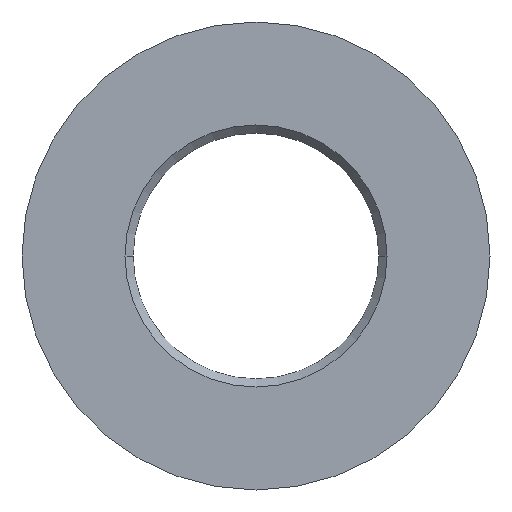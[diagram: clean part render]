
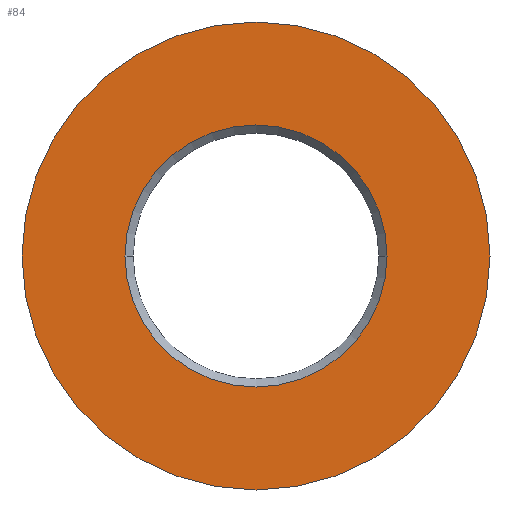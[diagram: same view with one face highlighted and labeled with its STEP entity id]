
A CAD part, front view. The second image highlights one B-rep face of the part: STEP entity #84.
In plain terms, the highlighted planar face has unit normal (0, -1, 0).
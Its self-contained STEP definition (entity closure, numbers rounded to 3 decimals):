
#84=ADVANCED_FACE('',(#105,#106),#107,.T.);
#105=FACE_OUTER_BOUND('',#127,.T.);
#106=FACE_BOUND('',#128,.T.);
#107=PLANE('',#129);
#127=EDGE_LOOP('',(#193,#194));
#128=EDGE_LOOP('',(#195,#196));
#129=AXIS2_PLACEMENT_3D('',#197,#198,#199);
#193=ORIENTED_EDGE('',*,*,#211,.F.);
#194=ORIENTED_EDGE('',*,*,#215,.F.);
#195=ORIENTED_EDGE('',*,*,#219,.T.);
#196=ORIENTED_EDGE('',*,*,#201,.T.);
#197=CARTESIAN_POINT('',(7.8,0.0,0.0));
#198=DIRECTION('',(-0.0,-1.0,-0.0));
#199=DIRECTION('',(-1.0,0.0,0.0));
#201=EDGE_CURVE('',#223,#220,#224,.T.);
#211=EDGE_CURVE('',#238,#241,#242,.T.);
#215=EDGE_CURVE('',#241,#238,#247,.T.);
#219=EDGE_CURVE('',#220,#223,#251,.T.);
#220=VERTEX_POINT('',#252);
#223=VERTEX_POINT('',#256);
#224=CIRCLE('',#257,5.6);
#238=VERTEX_POINT('',#276);
#241=VERTEX_POINT('',#280);
#242=CIRCLE('',#281,10.0);
#247=CIRCLE('',#287,10.0);
#251=CIRCLE('',#291,5.6);
#252=CARTESIAN_POINT('',(5.6,0.0,0.0));
#256=CARTESIAN_POINT('',(-5.6,0.0,0.));
#257=AXIS2_PLACEMENT_3D('',#293,#294,#295);
#276=CARTESIAN_POINT('',(10.0,0.0,0.0));
#280=CARTESIAN_POINT('',(-10.0,0.0,0.));
#281=AXIS2_PLACEMENT_3D('',#311,#312,#313);
#287=AXIS2_PLACEMENT_3D('',#321,#322,#323);
#291=AXIS2_PLACEMENT_3D('',#333,#334,#335);
#293=CARTESIAN_POINT('',(0.0,0.0,0.0));
#294=DIRECTION('',(-0.0,1.0,0.0));
#295=DIRECTION('',(1.0,0.0,0.0));
#311=CARTESIAN_POINT('',(0.0,0.0,0.0));
#312=DIRECTION('',(-0.0,1.0,0.0));
#313=DIRECTION('',(1.0,0.0,0.0));
#321=CARTESIAN_POINT('',(0.0,0.0,0.0));
#322=DIRECTION('',(-0.0,1.0,0.0));
#323=DIRECTION('',(1.0,0.0,0.0));
#333=CARTESIAN_POINT('',(0.0,0.0,0.0));
#334=DIRECTION('',(-0.0,1.0,0.0));
#335=DIRECTION('',(1.0,0.0,0.0));
